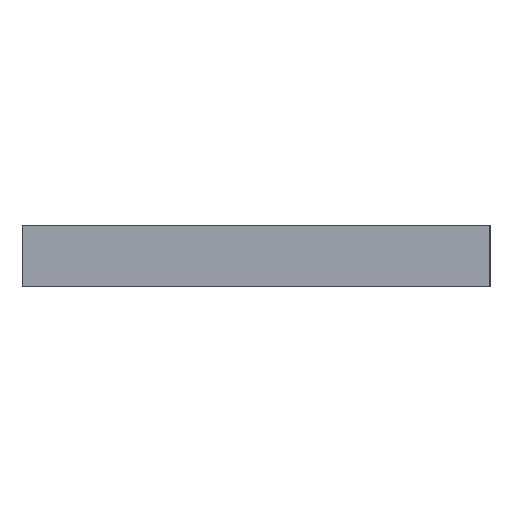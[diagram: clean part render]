
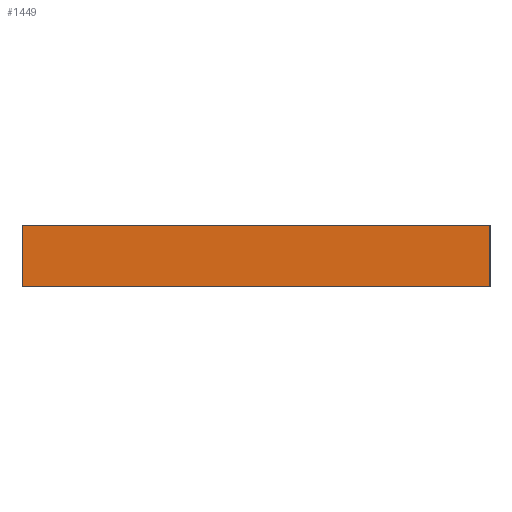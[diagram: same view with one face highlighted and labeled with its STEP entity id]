
A CAD part, left-side view. The second image highlights one B-rep face of the part: STEP entity #1449.
In plain terms, the highlighted planar face has unit normal (-1, 0, 0).
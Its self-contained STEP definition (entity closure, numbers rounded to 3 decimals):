
#33 = AXIS2_PLACEMENT_3D ( 'NONE', #159, #1055, #288 ) ;
#57 = CARTESIAN_POINT ( 'NONE',  ( -95., -95., 0. ) ) ;
#159 = CARTESIAN_POINT ( 'NONE',  ( -95., -95., 25. ) ) ;
#169 = VECTOR ( 'NONE', #1238, 1000. ) ;
#199 = CARTESIAN_POINT ( 'NONE',  ( -95., -95., 0. ) ) ;
#223 = DIRECTION ( 'NONE',  ( 0., 0., -1. ) ) ;
#231 = CARTESIAN_POINT ( 'NONE',  ( -95., -95., 25. ) ) ;
#241 = CARTESIAN_POINT ( 'NONE',  ( -95., 95., 0. ) ) ;
#288 = DIRECTION ( 'NONE',  ( 0., 1., 0. ) ) ;
#304 = LINE ( 'NONE', #1261, #1143 ) ;
#374 = ORIENTED_EDGE ( 'NONE', *, *, #1228, .T. ) ;
#404 = ORIENTED_EDGE ( 'NONE', *, *, #660, .F. ) ;
#503 = FACE_OUTER_BOUND ( 'NONE', #693, .T. ) ;
#584 = LINE ( 'NONE', #231, #1121 ) ;
#660 = EDGE_CURVE ( 'NONE', #814, #1357, #1100, .T. ) ;
#693 = EDGE_LOOP ( 'NONE', ( #374, #1239, #404, #923 ) ) ;
#718 = VECTOR ( 'NONE', #1451, 1000. ) ;
#781 = EDGE_CURVE ( 'NONE', #1357, #1208, #584, .T. ) ;
#814 = VERTEX_POINT ( 'NONE', #1062 ) ;
#871 = LINE ( 'NONE', #199, #718 ) ;
#894 = PLANE ( 'NONE',  #33 ) ;
#923 = ORIENTED_EDGE ( 'NONE', *, *, #1094, .T. ) ;
#985 = CARTESIAN_POINT ( 'NONE',  ( -95., -95., 25. ) ) ;
#1009 = CARTESIAN_POINT ( 'NONE',  ( -95., -95., 25. ) ) ;
#1053 = DIRECTION ( 'NONE',  ( 0., 0., -1. ) ) ;
#1055 = DIRECTION ( 'NONE',  ( 1., 0., 0. ) ) ;
#1062 = CARTESIAN_POINT ( 'NONE',  ( -95., 95., 25. ) ) ;
#1094 = EDGE_CURVE ( 'NONE', #814, #1439, #304, .T. ) ;
#1100 = LINE ( 'NONE', #985, #169 ) ;
#1121 = VECTOR ( 'NONE', #223, 1000. ) ;
#1143 = VECTOR ( 'NONE', #1053, 1000. ) ;
#1208 = VERTEX_POINT ( 'NONE', #57 ) ;
#1228 = EDGE_CURVE ( 'NONE', #1439, #1208, #871, .T. ) ;
#1238 = DIRECTION ( 'NONE',  ( 0., -1., 0. ) ) ;
#1239 = ORIENTED_EDGE ( 'NONE', *, *, #781, .F. ) ;
#1261 = CARTESIAN_POINT ( 'NONE',  ( -95., 95., 25. ) ) ;
#1357 = VERTEX_POINT ( 'NONE', #1009 ) ;
#1439 = VERTEX_POINT ( 'NONE', #241 ) ;
#1449 = ADVANCED_FACE ( 'NONE', ( #503 ), #894, .F. ) ;
#1451 = DIRECTION ( 'NONE',  ( 0., -1., 0. ) ) ;
